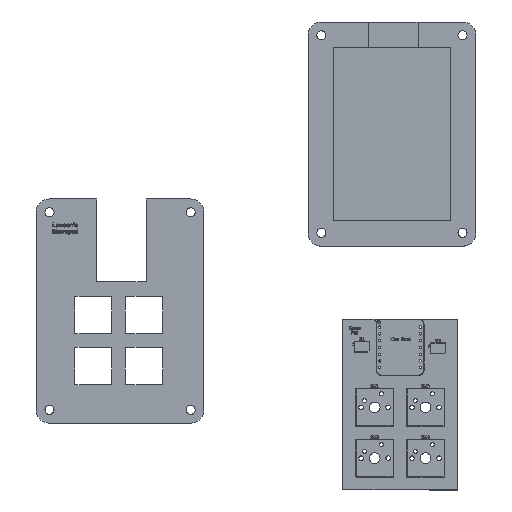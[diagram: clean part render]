
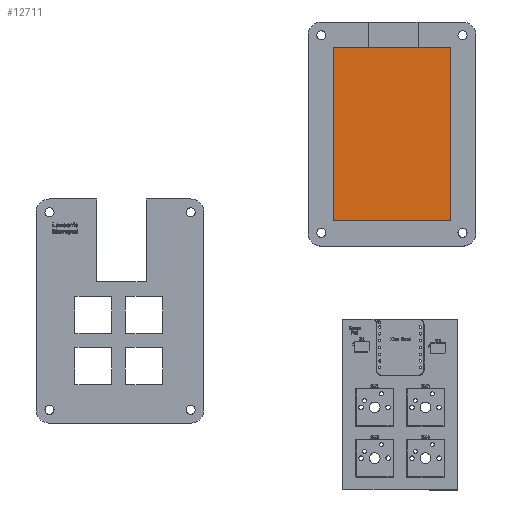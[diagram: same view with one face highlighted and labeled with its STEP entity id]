
A CAD part, top view. The second image highlights one B-rep face of the part: STEP entity #12711.
In plain terms, the highlighted planar face has unit normal (0, 0, 1).
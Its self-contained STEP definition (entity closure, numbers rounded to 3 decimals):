
#1084=PLANE('',#13282);
#1290=FACE_OUTER_BOUND('',#1802,.T.);
#1802=EDGE_LOOP('',(#9289,#9290,#9291,#9292));
#2463=LINE('',#16538,#3775);
#2465=LINE('',#16542,#3777);
#2466=LINE('',#16544,#3778);
#2467=LINE('',#16545,#3779);
#3775=VECTOR('',#13967,10.);
#3777=VECTOR('',#13971,10.);
#3778=VECTOR('',#13972,10.);
#3779=VECTOR('',#13973,10.);
#5428=VERTEX_POINT('',#16535);
#5429=VERTEX_POINT('',#16537);
#5430=VERTEX_POINT('',#16541);
#5431=VERTEX_POINT('',#16543);
#7136=EDGE_CURVE('',#5428,#5429,#2463,.T.);
#7138=EDGE_CURVE('',#5430,#5428,#2465,.T.);
#7139=EDGE_CURVE('',#5431,#5430,#2466,.T.);
#7140=EDGE_CURVE('',#5429,#5431,#2467,.T.);
#9289=ORIENTED_EDGE('',*,*,#7138,.F.);
#9290=ORIENTED_EDGE('',*,*,#7139,.F.);
#9291=ORIENTED_EDGE('',*,*,#7140,.F.);
#9292=ORIENTED_EDGE('',*,*,#7136,.F.);
#12711=ADVANCED_FACE('',(#1290),#1084,.T.);
#13282=AXIS2_PLACEMENT_3D('',#16540,#13969,#13970);
#13967=DIRECTION('',(1.,0.,0.));
#13969=DIRECTION('center_axis',(0.,0.,1.));
#13970=DIRECTION('ref_axis',(1.,0.,0.));
#13971=DIRECTION('',(0.,1.,0.));
#13972=DIRECTION('',(-1.,0.,0.));
#13973=DIRECTION('',(0.,-1.,0.));
#16535=CARTESIAN_POINT('',(0.,64.956,3.));
#16537=CARTESIAN_POINT('',(43.862,64.956,3.));
#16538=CARTESIAN_POINT('',(10.966,64.956,3.));
#16540=CARTESIAN_POINT('Origin',(21.931,32.478,3.));
#16541=CARTESIAN_POINT('',(0.,0.,3.));
#16542=CARTESIAN_POINT('',(0.,16.239,3.));
#16543=CARTESIAN_POINT('',(43.862,0.,3.));
#16544=CARTESIAN_POINT('',(32.897,0.,3.));
#16545=CARTESIAN_POINT('',(43.862,48.717,3.));
